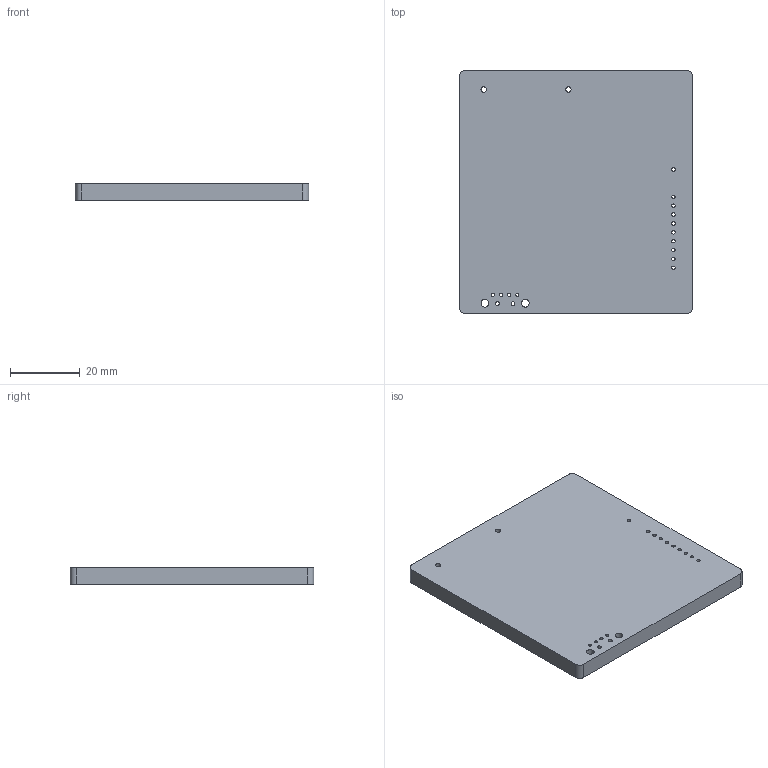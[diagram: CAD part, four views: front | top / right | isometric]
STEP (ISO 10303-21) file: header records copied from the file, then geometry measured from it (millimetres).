
FILE_DESCRIPTION(('KiCad electronic assembly'),'2;1');
FILE_NAME('BYKR-C2-V00.step','2022-06-02T00:10:33',('Pcbnew'),('Kicad'), 'Open CASCADE STEP processor 7.6','KiCad to STEP converter','Unknown' );
FILE_SCHEMA(('AUTOMOTIVE_DESIGN { 1 0 10303 214 1 1 1 1 }'));
Length unit declared in the file: millimetre
Products named in the file (2): BYKR-C2-V00 1; _autosave-BYKR-C2-V00 PCB
Assembly tree (1 placements, depth 2):
  BYKR-C2-V00 1
    _autosave-BYKR-C2-V00 PCB
Bounding box: 66.8 x 69.7 x 4.69 mm (x, y, z)
Volume: 21712.8 mm3; surface area: 10870 mm2
Topology: 1 solids, 1 shells, 30 faces, 84 edges, 56 vertices
Faces by surface type: cylinder 24, plane 6
Full cylindrical faces by diameter (mm): 0.914 x4, 1 x10, 1.1 x2, 1.549 x2, 2.2 x2
Entity records: 2215 total; most frequent: DIRECTION 364, CARTESIAN_POINT 340, ORIENTED_EDGE 168, PCURVE 168, DEFINITIONAL_REPRESENTATION 168, LINE 156, VECTOR 156, CIRCLE 96
